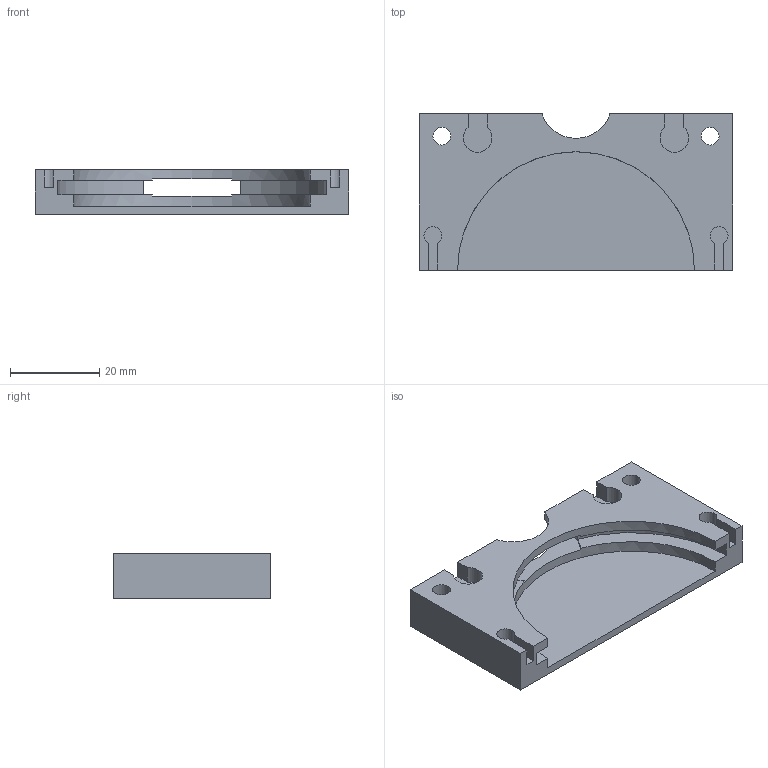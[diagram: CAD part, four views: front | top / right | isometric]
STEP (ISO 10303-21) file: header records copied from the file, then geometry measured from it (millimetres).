
FILE_DESCRIPTION(('FreeCAD Model'),'2;1');
FILE_NAME( 'turn_servo_grab_t_t.step', '2015-02-27T21:37:18',('Author'),(''), 'Open CASCADE STEP processor 6.7','FreeCAD','Unknown');
FILE_SCHEMA(('AUTOMOTIVE_DESIGN_CC2 { 1 2 10303 214 -1 1 5 4 }'));
Length unit declared in the file: millimetre
Products named in the file (1): turn_servo_grab_t_t
Bounding box: 70 x 35 x 10 mm (x, y, z)
Volume: 12765.3 mm3; surface area: 8321.9 mm2
Topology: 1 solids, 1 shells, 40 faces, 123 edges, 83 vertices
Faces by surface type: plane 26, cylinder 14
Full cylindrical faces by diameter (mm): 4 x2
Entity records: 3251 total; most frequent: CARTESIAN_POINT 813, DIRECTION 449, LINE 263, VECTOR 263, ORIENTED_EDGE 246, PCURVE 246, DEFINITIONAL_REPRESENTATION 246, EDGE_CURVE 123
